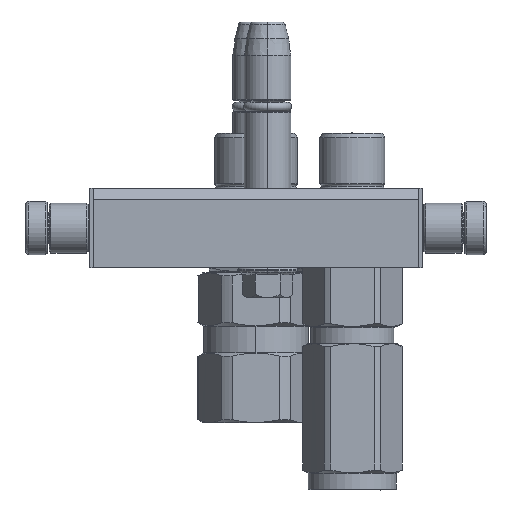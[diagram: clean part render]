
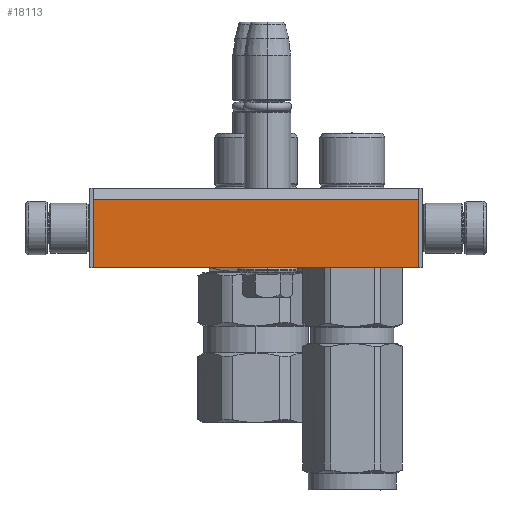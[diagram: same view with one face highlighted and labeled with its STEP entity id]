
A CAD part, left-side view. The second image highlights one B-rep face of the part: STEP entity #18113.
In plain terms, the highlighted face is planar.
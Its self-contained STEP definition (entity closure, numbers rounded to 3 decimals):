
#148 = LINE ( 'NONE', #62881, #17289 ) ;
#1428 = DIRECTION ( 'NONE',  ( 0., 1., 0. ) ) ;
#3775 = VECTOR ( 'NONE', #1428, 1000. ) ;
#4660 = EDGE_CURVE ( 'NONE', #32021, #21614, #31907, .T. ) ;
#4749 = PLANE ( 'NONE',  #9683 ) ;
#6563 = CARTESIAN_POINT ( 'NONE',  ( 78., 3.464, 24. ) ) ;
#7483 = EDGE_CURVE ( 'NONE', #20543, #32021, #148, .T. ) ;
#8267 = CARTESIAN_POINT ( 'NONE',  ( -20., 24., 24. ) ) ;
#8332 = ORIENTED_EDGE ( 'NONE', *, *, #66354, .T. ) ;
#9683 = AXIS2_PLACEMENT_3D ( 'NONE', #55475, #46487, #24182 ) ;
#9750 = CARTESIAN_POINT ( 'NONE',  ( -20., 3.464, 24. ) ) ;
#12165 = ORIENTED_EDGE ( 'NONE', *, *, #7483, .F. ) ;
#12905 = VECTOR ( 'NONE', #44386, 1000. ) ;
#13348 = CARTESIAN_POINT ( 'NONE',  ( -20., 3.464, 24. ) ) ;
#13685 = LINE ( 'NONE', #13348, #12905 ) ;
#14523 = FACE_OUTER_BOUND ( 'NONE', #25470, .T. ) ;
#17289 = VECTOR ( 'NONE', #51402, 1000. ) ;
#18113 = ADVANCED_FACE ( 'NONE', ( #14523 ), #4749, .T. ) ;
#18354 = VERTEX_POINT ( 'NONE', #6563 ) ;
#19409 = ORIENTED_EDGE ( 'NONE', *, *, #4660, .F. ) ;
#20543 = VERTEX_POINT ( 'NONE', #9750 ) ;
#21614 = VERTEX_POINT ( 'NONE', #39022 ) ;
#24182 = DIRECTION ( 'NONE',  ( 1., 0., 0. ) ) ;
#25470 = EDGE_LOOP ( 'NONE', ( #19409, #12165, #49034, #8332 ) ) ;
#26660 = LINE ( 'NONE', #43815, #3775 ) ;
#31907 = LINE ( 'NONE', #45749, #66326 ) ;
#32021 = VERTEX_POINT ( 'NONE', #8267 ) ;
#33186 = EDGE_CURVE ( 'NONE', #20543, #18354, #13685, .T. ) ;
#39022 = CARTESIAN_POINT ( 'NONE',  ( 78., 24., 24. ) ) ;
#43815 = CARTESIAN_POINT ( 'NONE',  ( 78., 3.464, 24. ) ) ;
#44386 = DIRECTION ( 'NONE',  ( 1., 0., 0. ) ) ;
#45517 = DIRECTION ( 'NONE',  ( 1., 0., 0. ) ) ;
#45749 = CARTESIAN_POINT ( 'NONE',  ( -20., 24., 24. ) ) ;
#46487 = DIRECTION ( 'NONE',  ( 0., 0., 1. ) ) ;
#49034 = ORIENTED_EDGE ( 'NONE', *, *, #33186, .T. ) ;
#51402 = DIRECTION ( 'NONE',  ( 0., 1., 0. ) ) ;
#55475 = CARTESIAN_POINT ( 'NONE',  ( -21., 0., 24. ) ) ;
#62881 = CARTESIAN_POINT ( 'NONE',  ( -20., 3.464, 24. ) ) ;
#66326 = VECTOR ( 'NONE', #45517, 1000. ) ;
#66354 = EDGE_CURVE ( 'NONE', #18354, #21614, #26660, .T. ) ;
